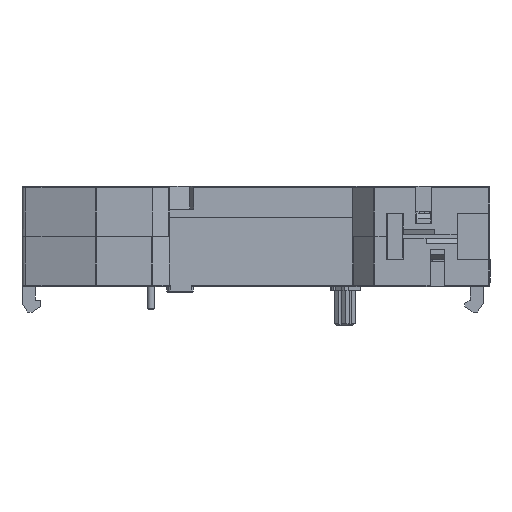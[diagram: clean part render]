
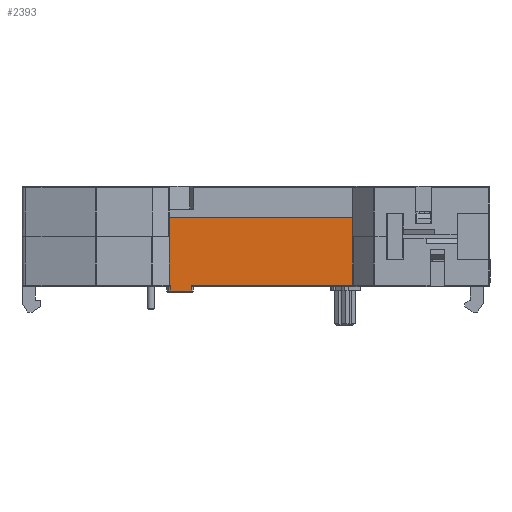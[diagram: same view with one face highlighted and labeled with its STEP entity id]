
A CAD part, front view. The second image highlights one B-rep face of the part: STEP entity #2393.
In plain terms, the highlighted planar face has unit normal (0, -1, 0).
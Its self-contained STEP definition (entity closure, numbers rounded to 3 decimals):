
#83 = VECTOR ( 'NONE', #36619, 1000. ) ;
#668 = CARTESIAN_POINT ( 'NONE',  ( -14.52, -60.1, -19.662 ) ) ;
#2105 = DIRECTION ( 'NONE',  ( 0., 0., -1. ) ) ;
#2393 = ADVANCED_FACE ( 'NONE', ( #40081 ), #36119, .F. ) ;
#3112 = LINE ( 'NONE', #668, #83 ) ;
#4231 = EDGE_CURVE ( 'NONE', #32640, #37423, #24835, .T. ) ;
#4371 = VERTEX_POINT ( 'NONE', #39613 ) ;
#4375 = VERTEX_POINT ( 'NONE', #29738 ) ;
#4511 = DIRECTION ( 'NONE',  ( 0., 0., -1. ) ) ;
#4613 = LINE ( 'NONE', #16170, #25968 ) ;
#4842 = CARTESIAN_POINT ( 'NONE',  ( -10.793, -60.1, -19.678 ) ) ;
#4967 = VERTEX_POINT ( 'NONE', #40179 ) ;
#5027 = ORIENTED_EDGE ( 'NONE', *, *, #38015, .F. ) ;
#5183 = VERTEX_POINT ( 'NONE', #33833 ) ;
#5232 = VECTOR ( 'NONE', #8796, 1000. ) ;
#5483 = CARTESIAN_POINT ( 'NONE',  ( 42.19, -60.1, -16.3 ) ) ;
#5555 = DIRECTION ( 'NONE',  ( 0., 0., 1. ) ) ;
#6707 = EDGE_CURVE ( 'NONE', #37423, #5183, #21485, .T. ) ;
#6885 = EDGE_CURVE ( 'NONE', #4375, #25908, #39166, .T. ) ;
#7486 = VECTOR ( 'NONE', #4511, 1000. ) ;
#8231 = VERTEX_POINT ( 'NONE', #14911 ) ;
#8465 = DIRECTION ( 'NONE',  ( -1., 0., 0. ) ) ;
#8760 = EDGE_LOOP ( 'NONE', ( #25886, #20246, #5027, #34123, #36955, #16803, #25652, #35650, #26043, #17387 ) ) ;
#8796 = DIRECTION ( 'NONE',  ( 1., 0., 0. ) ) ;
#10646 = AXIS2_PLACEMENT_3D ( 'NONE', #39356, #30187, #26391 ) ;
#12226 = CARTESIAN_POINT ( 'NONE',  ( 17.7, -60.1, -16.3 ) ) ;
#13146 = VECTOR ( 'NONE', #8465, 1000. ) ;
#13947 = EDGE_CURVE ( 'NONE', #4967, #32640, #40871, .T. ) ;
#14911 = CARTESIAN_POINT ( 'NONE',  ( -17.7, -60.1, -16.3 ) ) ;
#16122 = VERTEX_POINT ( 'NONE', #18831 ) ;
#16170 = CARTESIAN_POINT ( 'NONE',  ( 17.7, -60.1, -17.3 ) ) ;
#16803 = ORIENTED_EDGE ( 'NONE', *, *, #21253, .F. ) ;
#16935 = VECTOR ( 'NONE', #17740, 1000. ) ;
#17250 = EDGE_CURVE ( 'NONE', #5183, #16122, #4613, .T. ) ;
#17387 = ORIENTED_EDGE ( 'NONE', *, *, #6707, .F. ) ;
#17740 = DIRECTION ( 'NONE',  ( 0., 0., -1. ) ) ;
#18183 = CARTESIAN_POINT ( 'NONE',  ( -17.7, -60.1, -15.3 ) ) ;
#18831 = CARTESIAN_POINT ( 'NONE',  ( -14.52, -60.1, -17.3 ) ) ;
#18980 = EDGE_CURVE ( 'NONE', #27627, #8231, #40471, .T. ) ;
#19004 = DIRECTION ( 'NONE',  ( -1., 0., 0. ) ) ;
#19110 = CARTESIAN_POINT ( 'NONE',  ( 42.19, -60.1, -16.3 ) ) ;
#19593 = CARTESIAN_POINT ( 'NONE',  ( -10.793, -60.1, -16.3 ) ) ;
#20246 = ORIENTED_EDGE ( 'NONE', *, *, #13947, .F. ) ;
#21227 = CARTESIAN_POINT ( 'NONE',  ( 17.7, -60.1, -15.3 ) ) ;
#21253 = EDGE_CURVE ( 'NONE', #8231, #4371, #27194, .T. ) ;
#21485 = LINE ( 'NONE', #4842, #16935 ) ;
#21583 = VECTOR ( 'NONE', #34188, 1000. ) ;
#22271 = VECTOR ( 'NONE', #38189, 1000. ) ;
#24835 = LINE ( 'NONE', #5483, #13146 ) ;
#25652 = ORIENTED_EDGE ( 'NONE', *, *, #18980, .F. ) ;
#25886 = ORIENTED_EDGE ( 'NONE', *, *, #4231, .F. ) ;
#25908 = VERTEX_POINT ( 'NONE', #29664 ) ;
#25968 = VECTOR ( 'NONE', #19004, 1000. ) ;
#26043 = ORIENTED_EDGE ( 'NONE', *, *, #17250, .F. ) ;
#26391 = DIRECTION ( 'NONE',  ( 0., 0., 1. ) ) ;
#27194 = LINE ( 'NONE', #18183, #29198 ) ;
#27627 = VERTEX_POINT ( 'NONE', #31062 ) ;
#27761 = CARTESIAN_POINT ( 'NONE',  ( 17.7, -60.1, -15.3 ) ) ;
#27930 = CARTESIAN_POINT ( 'NONE',  ( 17.7, -60.1, -4.3 ) ) ;
#28761 = LINE ( 'NONE', #21227, #7486 ) ;
#29198 = VECTOR ( 'NONE', #5555, 1000. ) ;
#29664 = CARTESIAN_POINT ( 'NONE',  ( 17.7, -60.1, -4.3 ) ) ;
#29738 = CARTESIAN_POINT ( 'NONE',  ( -17.7, -60.1, -4.3 ) ) ;
#30187 = DIRECTION ( 'NONE',  ( 0., 1., 0. ) ) ;
#30809 = CARTESIAN_POINT ( 'NONE',  ( -17.7, -60.1, -15.3 ) ) ;
#31062 = CARTESIAN_POINT ( 'NONE',  ( -14.52, -60.1, -16.3 ) ) ;
#31266 = VECTOR ( 'NONE', #2105, 1000. ) ;
#32640 = VERTEX_POINT ( 'NONE', #12226 ) ;
#33699 = LINE ( 'NONE', #30809, #21583 ) ;
#33833 = CARTESIAN_POINT ( 'NONE',  ( -10.793, -60.1, -17.3 ) ) ;
#34123 = ORIENTED_EDGE ( 'NONE', *, *, #6885, .F. ) ;
#34188 = DIRECTION ( 'NONE',  ( 0., 0., 1. ) ) ;
#35650 = ORIENTED_EDGE ( 'NONE', *, *, #41837, .F. ) ;
#36119 = PLANE ( 'NONE',  #10646 ) ;
#36619 = DIRECTION ( 'NONE',  ( 0., 0., 1. ) ) ;
#36955 = ORIENTED_EDGE ( 'NONE', *, *, #38934, .F. ) ;
#37423 = VERTEX_POINT ( 'NONE', #19593 ) ;
#38015 = EDGE_CURVE ( 'NONE', #25908, #4967, #28761, .T. ) ;
#38189 = DIRECTION ( 'NONE',  ( -1., 0., 0. ) ) ;
#38934 = EDGE_CURVE ( 'NONE', #4371, #4375, #33699, .T. ) ;
#39166 = LINE ( 'NONE', #27930, #5232 ) ;
#39356 = CARTESIAN_POINT ( 'NONE',  ( 17.7, -60.1, -15.3 ) ) ;
#39613 = CARTESIAN_POINT ( 'NONE',  ( -17.7, -60.1, -7.65 ) ) ;
#40081 = FACE_OUTER_BOUND ( 'NONE', #8760, .T. ) ;
#40179 = CARTESIAN_POINT ( 'NONE',  ( 17.7, -60.1, -7.65 ) ) ;
#40471 = LINE ( 'NONE', #19110, #22271 ) ;
#40871 = LINE ( 'NONE', #27761, #31266 ) ;
#41837 = EDGE_CURVE ( 'NONE', #16122, #27627, #3112, .T. ) ;
